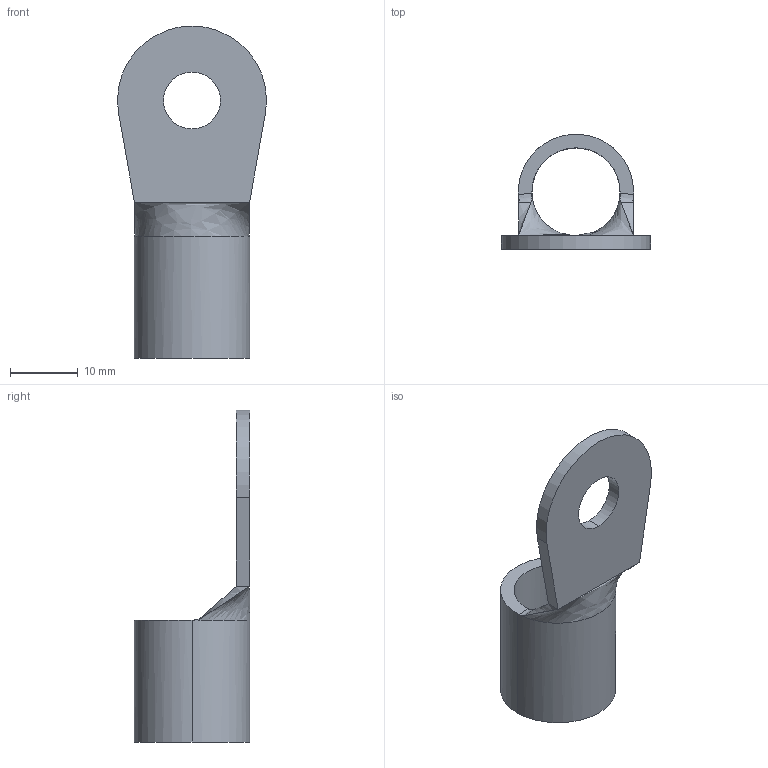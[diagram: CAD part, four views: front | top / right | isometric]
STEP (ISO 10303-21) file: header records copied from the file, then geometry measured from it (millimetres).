
FILE_DESCRIPTION (( 'STEP AP203' ), '1' );
FILE_NAME ('02937.STEP', '2024-09-05T14:48:27', ( '' ), ( '' ), 'SwSTEP 2.0', 'SolidWorks 2022', '' );
FILE_SCHEMA (( 'CONFIG_CONTROL_DESIGN' ));
Length unit declared in the file: millimetre
Products named in the file (1): 02937
Bounding box: 22 x 17 x 49 mm (x, y, z)
Volume: 2725.2 mm3; surface area: 3103.6 mm2
Topology: 1 solids, 1 shells, 19 faces, 50 edges, 32 vertices
Faces by surface type: cylinder 7, plane 6, bspline 6
Entity records: 965 total; most frequent: CARTESIAN_POINT 460, ORIENTED_EDGE 100, DIRECTION 68, EDGE_CURVE 50, VERTEX_POINT 32, AXIS2_PLACEMENT_3D 24, EDGE_LOOP 22, VECTOR 20
